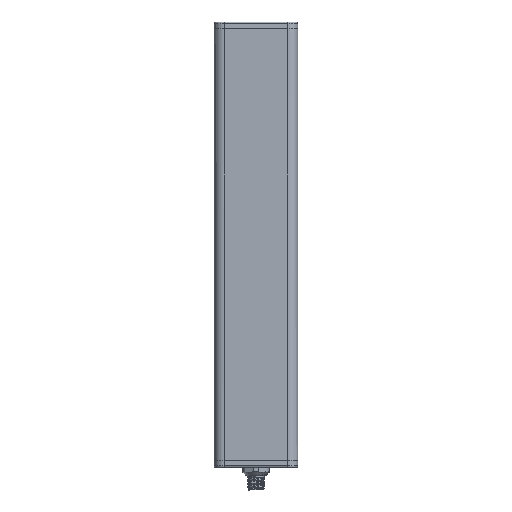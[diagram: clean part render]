
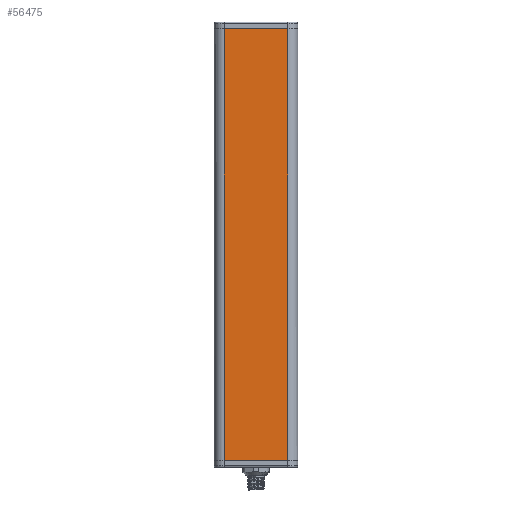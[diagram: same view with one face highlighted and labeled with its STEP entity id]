
A CAD part, front view. The second image highlights one B-rep face of the part: STEP entity #56475.
In plain terms, the highlighted planar face has unit normal (0, -1, 0).
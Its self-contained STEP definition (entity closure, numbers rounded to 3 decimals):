
#15482=DIRECTION('',(-1.,0.,0.));
#15483=VECTOR('',#15482,45.4);
#15484=CARTESIAN_POINT('',(22.7,-16.3,
152.));
#15485=LINE('',#15484,#15483);
#15486=DIRECTION('',(0.,0.,-1.));
#15487=VECTOR('',#15486,307.);
#15488=CARTESIAN_POINT('',(22.7,-16.3,
152.));
#15489=LINE('',#15488,#15487);
#15490=DIRECTION('',(1.,0.,0.));
#15491=VECTOR('',#15490,45.4);
#15492=CARTESIAN_POINT('',(-22.7,-16.3,
-155.));
#15493=LINE('',#15492,#15491);
#15494=DIRECTION('',(0.,0.,-1.));
#15495=VECTOR('',#15494,307.);
#15496=CARTESIAN_POINT('',(-22.7,-16.3,152.));
#15497=LINE('',#15496,#15495);
#42117=CARTESIAN_POINT('',(-22.7,-16.3,
-155.));
#42118=CARTESIAN_POINT('',(22.7,-16.3,-155.));
#42119=VERTEX_POINT('',#42117);
#42120=VERTEX_POINT('',#42118);
#42380=CARTESIAN_POINT('',(22.7,-16.3,
152.));
#42381=CARTESIAN_POINT('',(-22.7,-16.3,152.));
#42382=VERTEX_POINT('',#42380);
#42383=VERTEX_POINT('',#42381);
#56463=CARTESIAN_POINT('',(-29.7,-16.3,-155.));
#56464=DIRECTION('',(0.,-1.,0.));
#56465=DIRECTION('',(1.,0.,0.));
#56466=AXIS2_PLACEMENT_3D('',#56463,#56464,#56465);
#56467=PLANE('',#56466);
#56469=ORIENTED_EDGE('',*,*,#56468,.F.);
#56470=ORIENTED_EDGE('',*,*,#56432,.T.);
#56471=ORIENTED_EDGE('',*,*,#56455,.F.);
#56472=ORIENTED_EDGE('',*,*,#56038,.F.);
#56473=EDGE_LOOP('',(#56469,#56470,#56471,#56472));
#56474=FACE_OUTER_BOUND('',#56473,.F.);
#56475=ADVANCED_FACE('',(#56474),#56467,.T.);
#56038=EDGE_CURVE('',#42383,#42119,#15497,.T.);
#56432=EDGE_CURVE('',#42382,#42120,#15489,.T.);
#56455=EDGE_CURVE('',#42119,#42120,#15493,.T.);
#56468=EDGE_CURVE('',#42382,#42383,#15485,.T.);
